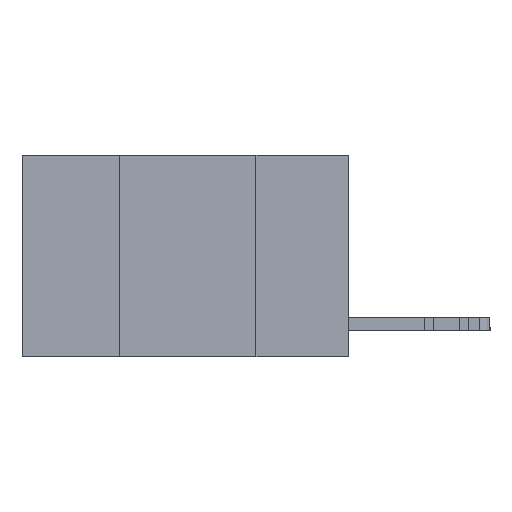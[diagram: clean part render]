
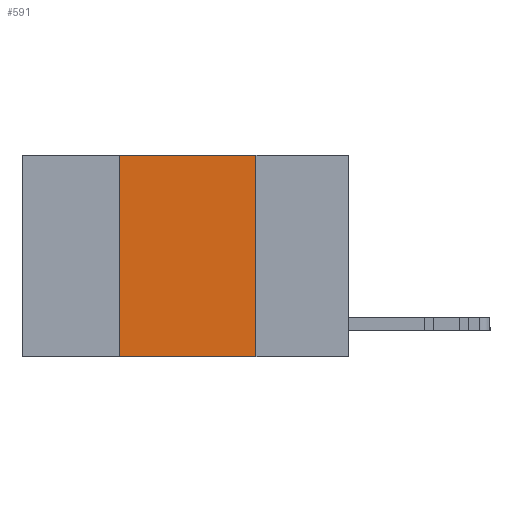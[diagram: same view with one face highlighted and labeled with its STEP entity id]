
A CAD part, left-side view. The second image highlights one B-rep face of the part: STEP entity #591.
In plain terms, the highlighted planar face has unit normal (-1, 0, 0).
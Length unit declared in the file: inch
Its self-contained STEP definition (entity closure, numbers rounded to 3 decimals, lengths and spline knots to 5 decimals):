
#536 = VECTOR ( 'NONE', #9324, 39.37008 ) ;
#591 = ADVANCED_FACE ( 'NONE', ( #10506 ), #12921, .F. ) ;
#1567 = VERTEX_POINT ( 'NONE', #13149 ) ;
#2384 = ORIENTED_EDGE ( 'NONE', *, *, #22712, .F. ) ;
#2704 = CARTESIAN_POINT ( 'NONE',  ( 0., 0.6, 0. ) ) ;
#3182 = ORIENTED_EDGE ( 'NONE', *, *, #26205, .T. ) ;
#4582 = EDGE_CURVE ( 'NONE', #17048, #20877, #7203, .T. ) ;
#4914 = ORIENTED_EDGE ( 'NONE', *, *, #18031, .F. ) ;
#4936 = DIRECTION ( 'NONE',  ( 0., -1., 0. ) ) ;
#5689 = ORIENTED_EDGE ( 'NONE', *, *, #4582, .F. ) ;
#6416 = CARTESIAN_POINT ( 'NONE',  ( 0., 0.42, 0. ) ) ;
#7203 = LINE ( 'NONE', #7483, #19828 ) ;
#7483 = CARTESIAN_POINT ( 'NONE',  ( 0., 0.42, 0. ) ) ;
#8865 = LINE ( 'NONE', #20261, #536 ) ;
#9324 = DIRECTION ( 'NONE',  ( 0., 0., -1. ) ) ;
#10506 = FACE_OUTER_BOUND ( 'NONE', #21159, .T. ) ;
#11481 = LINE ( 'NONE', #16023, #18171 ) ;
#12921 = PLANE ( 'NONE',  #27034 ) ;
#13149 = CARTESIAN_POINT ( 'NONE',  ( 0., 0.17, -0.37 ) ) ;
#13951 = DIRECTION ( 'NONE',  ( 0., -1., 0. ) ) ;
#14167 = DIRECTION ( 'NONE',  ( 0., 0., 1. ) ) ;
#14890 = DIRECTION ( 'NONE',  ( 0., 0., -1. ) ) ;
#16023 = CARTESIAN_POINT ( 'NONE',  ( 0., 0.6, -0.37 ) ) ;
#17048 = VERTEX_POINT ( 'NONE', #19458 ) ;
#17156 = CARTESIAN_POINT ( 'NONE',  ( 0., 0.6, 0. ) ) ;
#18031 = EDGE_CURVE ( 'NONE', #19870, #1567, #8865, .T. ) ;
#18171 = VECTOR ( 'NONE', #4936, 39.37008 ) ;
#19458 = CARTESIAN_POINT ( 'NONE',  ( 0., 0.42, -0.37 ) ) ;
#19828 = VECTOR ( 'NONE', #14167, 39.37008 ) ;
#19870 = VERTEX_POINT ( 'NONE', #22140 ) ;
#20261 = CARTESIAN_POINT ( 'NONE',  ( 0., 0.17, 0. ) ) ;
#20877 = VERTEX_POINT ( 'NONE', #6416 ) ;
#21019 = VECTOR ( 'NONE', #13951, 39.37008 ) ;
#21159 = EDGE_LOOP ( 'NONE', ( #4914, #2384, #5689, #3182 ) ) ;
#22140 = CARTESIAN_POINT ( 'NONE',  ( 0., 0.17, 0. ) ) ;
#22184 = DIRECTION ( 'NONE',  ( 1., 0., 0. ) ) ;
#22712 = EDGE_CURVE ( 'NONE', #20877, #19870, #28213, .T. ) ;
#26205 = EDGE_CURVE ( 'NONE', #17048, #1567, #11481, .T. ) ;
#27034 = AXIS2_PLACEMENT_3D ( 'NONE', #17156, #22184, #14890 ) ;
#28213 = LINE ( 'NONE', #2704, #21019 ) ;
